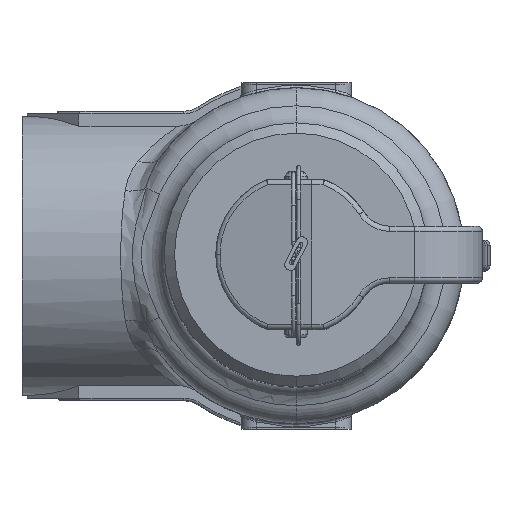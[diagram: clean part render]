
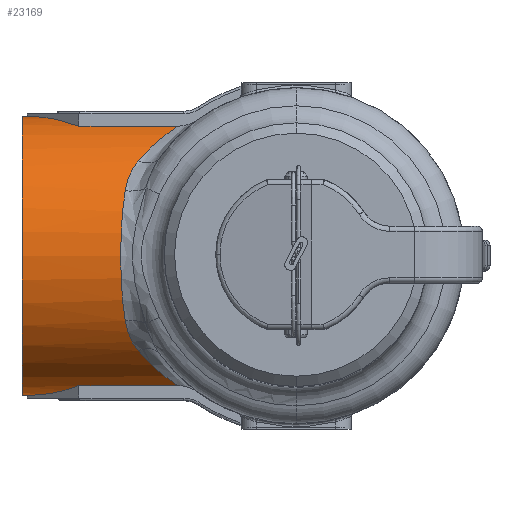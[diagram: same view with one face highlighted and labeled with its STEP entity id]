
A CAD part, top view. The second image highlights one B-rep face of the part: STEP entity #23169.
In plain terms, the highlighted cylindrical face has radius 27 mm (diameter 54 mm), a partial arc.
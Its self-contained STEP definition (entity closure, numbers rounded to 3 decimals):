
#23001=CARTESIAN_POINT('',(-53.,-0.,-0.));
#23002=DIRECTION('',(-1.,-0.,-0.));
#23003=DIRECTION('',(0.,-1.,0.));
#23004=AXIS2_PLACEMENT_3D('',#23001,#23002,#23003);
#23005=CYLINDRICAL_SURFACE('',#23004,27.);
#23006=CARTESIAN_POINT('',(-42.,25.08,10.));
#23007=VERTEX_POINT('',#23006);
#23008=CARTESIAN_POINT('',(-52.,27.,-0.));
#23009=VERTEX_POINT('',#23008);
#23010=CARTESIAN_POINT('',(-42.,25.08,10.));
#23011=CARTESIAN_POINT('',(-45.191,26.352,6.809));
#23012=CARTESIAN_POINT('',(-48.565,27.,3.435));
#23013=CARTESIAN_POINT('',(-52.,27.,-0.));
#23014=(BOUNDED_CURVE()
B_SPLINE_CURVE(3,(#23010,#23011,#23012,#23013),.UNSPECIFIED.,.F.,.F.)
B_SPLINE_CURVE_WITH_KNOTS((4,4),(4.333,4.712),.UNSPECIFIED.)
CURVE()
GEOMETRIC_REPRESENTATION_ITEM()
RATIONAL_B_SPLINE_CURVE((1.,0.988,0.988,1.))
REPRESENTATION_ITEM(''));
#23015=EDGE_CURVE('NONE',#23007,#23009,#23014,.T.);
#23016=ORIENTED_EDGE('',*,*,#23015,.T.);
#23017=CARTESIAN_POINT('',(-53.,27.,-0.));
#23018=VERTEX_POINT('',#23017);
#23019=CARTESIAN_POINT('',(-52.,27.,0.));
#23020=DIRECTION('',(-1.,-0.,-0.));
#23021=VECTOR('',#23020,1.);
#23022=LINE('',#23019,#23021);
#23023=EDGE_CURVE('NONE',#23009,#23018,#23022,.T.);
#23024=ORIENTED_EDGE('',*,*,#23023,.T.);
#23025=CARTESIAN_POINT('',(-53.,-27.,0.));
#23026=VERTEX_POINT('',#23025);
#23027=CARTESIAN_POINT('',(-53.,-0.,-0.));
#23028=DIRECTION('',(-1.,-0.,-0.));
#23029=DIRECTION('',(0.,-1.,0.));
#23030=AXIS2_PLACEMENT_3D('',#23027,#23028,#23029);
#23031=CIRCLE('',#23030,27.);
#23032=EDGE_CURVE('NONE',#23026,#23018,#23031,.T.);
#23033=ORIENTED_EDGE('',*,*,#23032,.F.);
#23034=CARTESIAN_POINT('',(-52.,-27.,0.));
#23035=VERTEX_POINT('',#23034);
#23036=CARTESIAN_POINT('',(-52.,-27.,0.));
#23037=DIRECTION('',(-1.,-0.,-0.));
#23038=VECTOR('',#23037,1.);
#23039=LINE('',#23036,#23038);
#23040=EDGE_CURVE('NONE',#23035,#23026,#23039,.T.);
#23041=ORIENTED_EDGE('',*,*,#23040,.F.);
#23042=CARTESIAN_POINT('',(-42.,-25.08,10.));
#23043=VERTEX_POINT('',#23042);
#23044=CARTESIAN_POINT('',(-52.,-27.,-0.));
#23045=CARTESIAN_POINT('',(-48.565,-27.,3.435));
#23046=CARTESIAN_POINT('',(-45.191,-26.352,6.809));
#23047=CARTESIAN_POINT('',(-42.,-25.08,10.));
#23048=(BOUNDED_CURVE()
B_SPLINE_CURVE(3,(#23044,#23045,#23046,#23047),.UNSPECIFIED.,.F.,.F.)
B_SPLINE_CURVE_WITH_KNOTS((4,4),(1.571,1.95),.UNSPECIFIED.)
CURVE()
GEOMETRIC_REPRESENTATION_ITEM()
RATIONAL_B_SPLINE_CURVE((1.,0.988,0.988,1.))
REPRESENTATION_ITEM(''));
#23049=EDGE_CURVE('NONE',#23035,#23043,#23048,.T.);
#23050=ORIENTED_EDGE('',*,*,#23049,.T.);
#23051=CARTESIAN_POINT('',(-22.863,-25.08,10.));
#23052=VERTEX_POINT('',#23051);
#23053=CARTESIAN_POINT('',(-42.,-25.08,10.));
#23054=DIRECTION('',(1.,0.,0.));
#23055=VECTOR('',#23054,19.137);
#23056=LINE('',#23053,#23055);
#23057=EDGE_CURVE('NONE',#23043,#23052,#23056,.T.);
#23058=ORIENTED_EDGE('',*,*,#23057,.T.);
#23059=CARTESIAN_POINT('',(-30.539,-18.362,19.795));
#23060=VERTEX_POINT('',#23059);
#23061=CARTESIAN_POINT('',(-22.863,-25.08,10.));
#23062=CARTESIAN_POINT('',(-23.455,-24.696,10.963));
#23063=CARTESIAN_POINT('',(-24.084,-24.263,11.886));
#23064=CARTESIAN_POINT('',(-24.724,-23.79,12.768));
#23065=CARTESIAN_POINT('',(-25.363,-23.317,13.65));
#23066=CARTESIAN_POINT('',(-26.015,-22.802,14.492));
#23067=CARTESIAN_POINT('',(-26.667,-22.245,15.302));
#23068=CARTESIAN_POINT('',(-27.32,-21.688,16.112));
#23069=CARTESIAN_POINT('',(-27.974,-21.089,16.889));
#23070=CARTESIAN_POINT('',(-28.622,-20.443,17.637));
#23071=CARTESIAN_POINT('',(-29.269,-19.798,18.385));
#23072=CARTESIAN_POINT('',(-29.911,-19.106,19.104));
#23073=CARTESIAN_POINT('',(-30.539,-18.362,19.795));
#23074=B_SPLINE_CURVE_WITH_KNOTS('',3,(#23061,#23062,#23063,#23064,#23065,#23066,#23067,#23068,#23069,#23070,#23071,#23072,#23073),.UNSPECIFIED.,.F.,.F.,(4,3,3,3,4),(0.,0.004,0.007,0.011,0.014),.UNSPECIFIED.);
#23075=EDGE_CURVE('NONE',#23052,#23060,#23074,.T.);
#23076=ORIENTED_EDGE('',*,*,#23075,.T.);
#23077=CARTESIAN_POINT('',(-33.035,-12.574,23.893));
#23078=VERTEX_POINT('',#23077);
#23079=CARTESIAN_POINT('',(-30.539,-18.362,19.795));
#23080=CARTESIAN_POINT('',(-31.211,-17.566,20.533));
#23081=CARTESIAN_POINT('',(-31.747,-16.689,21.258));
#23082=CARTESIAN_POINT('',(-32.16,-15.723,21.95));
#23083=CARTESIAN_POINT('',(-32.366,-15.24,22.296));
#23084=CARTESIAN_POINT('',(-32.542,-14.733,22.634));
#23085=CARTESIAN_POINT('',(-32.688,-14.205,22.961));
#23086=CARTESIAN_POINT('',(-32.834,-13.677,23.288));
#23087=CARTESIAN_POINT('',(-32.949,-13.133,23.599));
#23088=CARTESIAN_POINT('',(-33.035,-12.574,23.893));
#23089=B_SPLINE_CURVE_WITH_KNOTS('',3,(#23079,#23080,#23081,#23082,#23083,#23084,#23085,#23086,#23087,#23088),.UNSPECIFIED.,.F.,.F.,(4,3,3,4),(0.,0.004,0.006,0.008),.UNSPECIFIED.);
#23090=EDGE_CURVE('NONE',#23060,#23078,#23089,.T.);
#23091=ORIENTED_EDGE('',*,*,#23090,.T.);
#23092=CARTESIAN_POINT('',(-33.035,12.574,23.893));
#23093=VERTEX_POINT('',#23092);
#23094=CARTESIAN_POINT('',(-33.035,-12.574,23.893));
#23095=CARTESIAN_POINT('',(-33.185,-11.607,24.403));
#23096=CARTESIAN_POINT('',(-33.324,-10.617,24.849));
#23097=CARTESIAN_POINT('',(-33.439,-9.605,25.234));
#23098=CARTESIAN_POINT('',(-33.554,-8.592,25.619));
#23099=CARTESIAN_POINT('',(-33.646,-7.557,25.944));
#23100=CARTESIAN_POINT('',(-33.715,-6.498,26.206));
#23101=CARTESIAN_POINT('',(-33.75,-5.969,26.338));
#23102=CARTESIAN_POINT('',(-33.779,-5.434,26.453));
#23103=CARTESIAN_POINT('',(-33.803,-4.893,26.553));
#23104=CARTESIAN_POINT('',(-33.827,-4.352,26.653));
#23105=CARTESIAN_POINT('',(-33.846,-3.807,26.736));
#23106=CARTESIAN_POINT('',(-33.86,-3.263,26.802));
#23107=CARTESIAN_POINT('',(-33.889,-2.175,26.935));
#23108=CARTESIAN_POINT('',(-33.901,-1.087,27.));
#23109=CARTESIAN_POINT('',(-33.901,0.001,27.));
#23110=CARTESIAN_POINT('',(-33.901,1.089,27.));
#23111=CARTESIAN_POINT('',(-33.889,2.178,26.934));
#23112=CARTESIAN_POINT('',(-33.86,3.266,26.802));
#23113=CARTESIAN_POINT('',(-33.846,3.811,26.735));
#23114=CARTESIAN_POINT('',(-33.827,4.357,26.652));
#23115=CARTESIAN_POINT('',(-33.803,4.897,26.552));
#23116=CARTESIAN_POINT('',(-33.779,5.438,26.452));
#23117=CARTESIAN_POINT('',(-33.75,5.972,26.337));
#23118=CARTESIAN_POINT('',(-33.715,6.501,26.206));
#23119=CARTESIAN_POINT('',(-33.646,7.559,25.943));
#23120=CARTESIAN_POINT('',(-33.554,8.593,25.619));
#23121=CARTESIAN_POINT('',(-33.439,9.605,25.234));
#23122=CARTESIAN_POINT('',(-33.324,10.617,24.848));
#23123=CARTESIAN_POINT('',(-33.185,11.607,24.402));
#23124=CARTESIAN_POINT('',(-33.035,12.574,23.893));
#23125=B_SPLINE_CURVE_WITH_KNOTS('',3,(#23094,#23095,#23096,#23097,#23098,#23099,#23100,#23101,#23102,#23103,#23104,#23105,#23106,#23107,#23108,#23109,#23110,#23111,#23112,#23113,#23114,#23115,#23116,#23117,#23118,#23119,
#23120,#23121,#23122,#23123,#23124),.UNSPECIFIED.,.F.,.F.,(4,3,3,3,3,3,3,3,3,3,4),(0.,0.003,0.007,0.008,0.01,0.013,0.016,0.018,0.02,0.023,0.026),.UNSPECIFIED.);
#23126=EDGE_CURVE('NONE',#23078,#23093,#23125,.T.);
#23127=ORIENTED_EDGE('',*,*,#23126,.T.);
#23128=CARTESIAN_POINT('',(-30.539,18.362,19.795));
#23129=VERTEX_POINT('',#23128);
#23130=CARTESIAN_POINT('',(-33.035,12.574,23.893));
#23131=CARTESIAN_POINT('',(-32.862,13.693,23.304));
#23132=CARTESIAN_POINT('',(-32.58,14.734,22.656));
#23133=CARTESIAN_POINT('',(-32.169,15.701,21.966));
#23134=CARTESIAN_POINT('',(-31.964,16.184,21.62));
#23135=CARTESIAN_POINT('',(-31.726,16.648,21.264));
#23136=CARTESIAN_POINT('',(-31.454,17.094,20.9));
#23137=CARTESIAN_POINT('',(-31.181,17.54,20.535));
#23138=CARTESIAN_POINT('',(-30.876,17.964,20.164));
#23139=CARTESIAN_POINT('',(-30.539,18.362,19.795));
#23140=B_SPLINE_CURVE_WITH_KNOTS('',3,(#23130,#23131,#23132,#23133,#23134,#23135,#23136,#23137,#23138,#23139),.UNSPECIFIED.,.F.,.F.,(4,3,3,4),(0.,0.004,0.006,0.008),.UNSPECIFIED.);
#23141=EDGE_CURVE('NONE',#23093,#23129,#23140,.T.);
#23142=ORIENTED_EDGE('',*,*,#23141,.T.);
#23143=CARTESIAN_POINT('',(-22.863,25.08,10.));
#23144=VERTEX_POINT('',#23143);
#23145=CARTESIAN_POINT('',(-30.539,18.362,19.795));
#23146=CARTESIAN_POINT('',(-29.911,19.106,19.104));
#23147=CARTESIAN_POINT('',(-29.269,19.798,18.385));
#23148=CARTESIAN_POINT('',(-28.622,20.443,17.637));
#23149=CARTESIAN_POINT('',(-27.974,21.089,16.889));
#23150=CARTESIAN_POINT('',(-27.32,21.688,16.112));
#23151=CARTESIAN_POINT('',(-26.667,22.245,15.302));
#23152=CARTESIAN_POINT('',(-26.015,22.802,14.492));
#23153=CARTESIAN_POINT('',(-25.363,23.317,13.65));
#23154=CARTESIAN_POINT('',(-24.724,23.79,12.768));
#23155=CARTESIAN_POINT('',(-24.084,24.263,11.886));
#23156=CARTESIAN_POINT('',(-23.455,24.696,10.963));
#23157=CARTESIAN_POINT('',(-22.863,25.08,10.));
#23158=B_SPLINE_CURVE_WITH_KNOTS('',3,(#23145,#23146,#23147,#23148,#23149,#23150,#23151,#23152,#23153,#23154,#23155,#23156,#23157),.UNSPECIFIED.,.F.,.F.,(4,3,3,3,4),(0.,0.004,0.007,0.011,0.014),.UNSPECIFIED.);
#23159=EDGE_CURVE('NONE',#23129,#23144,#23158,.T.);
#23160=ORIENTED_EDGE('',*,*,#23159,.T.);
#23161=CARTESIAN_POINT('',(-22.863,25.08,10.));
#23162=DIRECTION('',(-1.,-0.,-0.));
#23163=VECTOR('',#23162,19.137);
#23164=LINE('',#23161,#23163);
#23165=EDGE_CURVE('NONE',#23144,#23007,#23164,.T.);
#23166=ORIENTED_EDGE('',*,*,#23165,.T.);
#23167=EDGE_LOOP('',(#23016,#23024,#23033,#23041,#23050,#23058,#23076,#23091,#23127,#23142,#23160,#23166));
#23168=FACE_BOUND('',#23167,.T.);
#23169=ADVANCED_FACE('NONE',(#23168),#23005,.T.);
